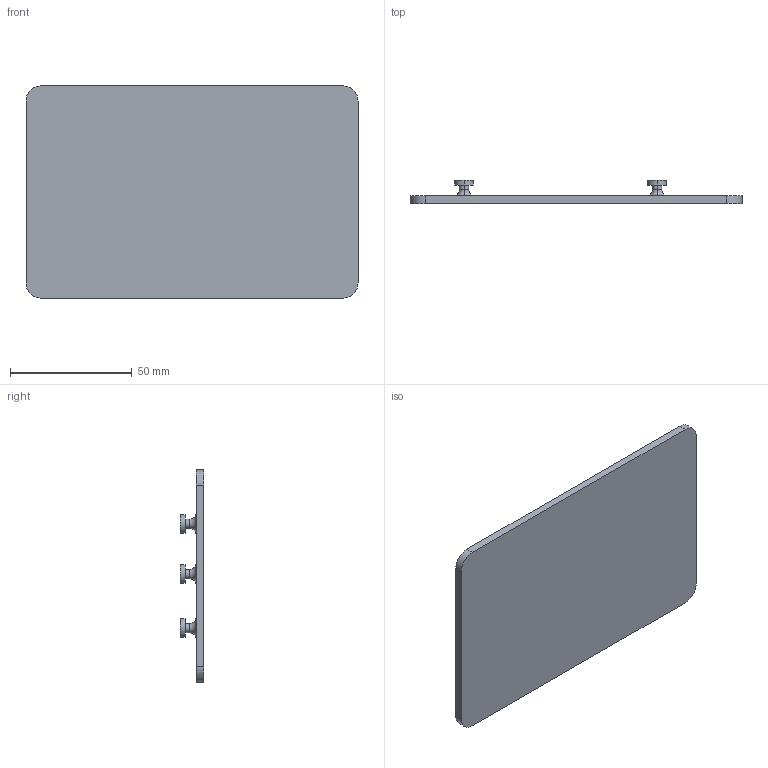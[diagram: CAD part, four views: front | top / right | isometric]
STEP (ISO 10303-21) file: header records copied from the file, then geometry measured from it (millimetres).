
FILE_DESCRIPTION (( 'STEP AP203' ), '1' );
FILE_NAME ('myRIO_Mounting_Plate.STEP', '2022-04-13T20:16:45', ( '' ), ( '' ), 'SwSTEP 2.0', 'SolidWorks 2021', '' );
FILE_SCHEMA (( 'CONFIG_CONTROL_DESIGN' ));
Length unit declared in the file: inch
Products named in the file (1): myRIO_Mounting_Plate
Bounding box: 136.53 x 9.65 x 87.31 mm (x, y, z)
Volume: 38231.7 mm3; surface area: 25638.4 mm2
Topology: 1 solids, 1 shells, 34 faces, 72 edges, 46 vertices
Faces by surface type: cylinder 16, plane 12, torus 6
Entity records: 1011 total; most frequent: DIRECTION 186, CARTESIAN_POINT 153, ORIENTED_EDGE 144, AXIS2_PLACEMENT_3D 79, EDGE_CURVE 72, VERTEX_POINT 46, CIRCLE 44, EDGE_LOOP 40
